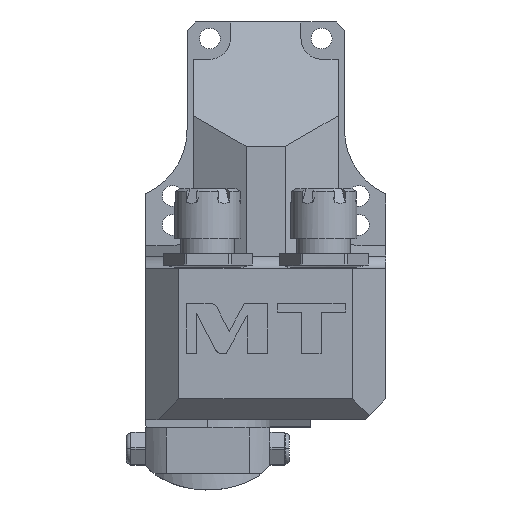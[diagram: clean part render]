
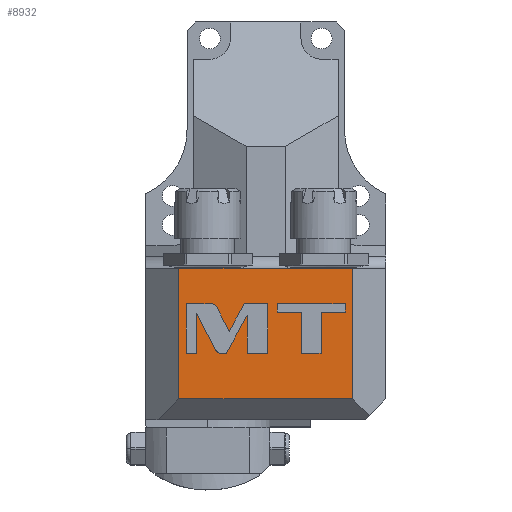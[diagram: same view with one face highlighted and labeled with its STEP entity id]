
A CAD part, left-side view. The second image highlights one B-rep face of the part: STEP entity #8932.
In plain terms, the highlighted planar face has unit normal (-1, 0, 0).
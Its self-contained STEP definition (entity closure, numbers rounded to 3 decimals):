
#551=DIRECTION('',(0.,0.,-1.));
#552=VECTOR('',#551,31.5);
#553=CARTESIAN_POINT('',(-104.,21.,-40.5));
#554=LINE('',#553,#552);
#567=DIRECTION('',(0.,-1.,0.));
#568=VECTOR('',#567,42.);
#569=CARTESIAN_POINT('',(-104.,21.,-72.));
#570=LINE('',#569,#568);
#571=DIRECTION('',(0.,-1.,0.));
#572=VECTOR('',#571,42.);
#573=CARTESIAN_POINT('',(-104.,21.,-40.5));
#574=LINE('',#573,#572);
#575=CARTESIAN_POINT('',(-104.,11.863,-49.781));
#576=CARTESIAN_POINT('',(-104.,12.112,-49.299));
#577=CARTESIAN_POINT('',(-104.,12.604,-49.));
#578=CARTESIAN_POINT('',(-104.,13.146,-49.));
#580=DIRECTION('',(0.,1.,0.));
#581=VECTOR('',#580,6.032);
#582=CARTESIAN_POINT('',(-104.,13.146,-49.));
#583=LINE('',#582,#581);
#584=DIRECTION('',(0.,0.,-1.));
#585=VECTOR('',#584,12.);
#586=CARTESIAN_POINT('',(-104.,19.178,-49.));
#587=LINE('',#586,#585);
#588=DIRECTION('',(0.,-1.,0.));
#589=VECTOR('',#588,2.496);
#590=CARTESIAN_POINT('',(-104.,19.178,-61.));
#591=LINE('',#590,#589);
#592=DIRECTION('',(0.,0.,1.));
#593=VECTOR('',#592,9.721);
#594=CARTESIAN_POINT('',(-104.,16.682,-61.));
#595=LINE('',#594,#593);
#596=DIRECTION('',(0.,-0.459,-0.888));
#597=VECTOR('',#596,10.064);
#598=CARTESIAN_POINT('',(-104.,16.682,-51.279));
#599=LINE('',#598,#597);
#600=CARTESIAN_POINT('',(-104.,12.059,-60.219));
#601=CARTESIAN_POINT('',(-104.,11.81,-60.701));
#602=CARTESIAN_POINT('',(-104.,11.318,-61.));
#603=CARTESIAN_POINT('',(-104.,10.775,-61.));
#605=DIRECTION('',(0.,-1.,0.));
#606=VECTOR('',#605,1.252);
#607=CARTESIAN_POINT('',(-104.,10.775,-61.));
#608=LINE('',#607,#606);
#609=DIRECTION('',(0.,-0.481,0.877));
#610=VECTOR('',#609,10.412);
#611=CARTESIAN_POINT('',(-104.,9.523,-61.));
#612=LINE('',#611,#610);
#613=DIRECTION('',(0.,0.,-1.));
#614=VECTOR('',#613,9.127);
#615=CARTESIAN_POINT('',(-104.,4.513,-51.873));
#616=LINE('',#615,#614);
#617=DIRECTION('',(0.,-1.,0.));
#618=VECTOR('',#617,5.05);
#619=CARTESIAN_POINT('',(-104.,4.513,-61.));
#620=LINE('',#619,#618);
#621=DIRECTION('',(0.,0.,1.));
#622=VECTOR('',#621,12.);
#623=CARTESIAN_POINT('',(-104.,-0.537,-61.));
#624=LINE('',#623,#622);
#625=DIRECTION('',(0.,1.,0.));
#626=VECTOR('',#625,5.693);
#627=CARTESIAN_POINT('',(-104.,-0.537,-49.));
#628=LINE('',#627,#626);
#629=DIRECTION('',(0.,0.481,-0.877));
#630=VECTOR('',#629,7.609);
#631=CARTESIAN_POINT('',(-104.,5.156,-49.));
#632=LINE('',#631,#630);
#633=DIRECTION('',(0.,0.459,0.888));
#634=VECTOR('',#633,6.63);
#635=CARTESIAN_POINT('',(-104.,8.818,-55.67));
#636=LINE('',#635,#634);
#637=DIRECTION('',(0.,0.,-1.));
#638=VECTOR('',#637,9.956);
#639=CARTESIAN_POINT('',(-104.,-8.607,-51.044));
#640=LINE('',#639,#638);
#641=DIRECTION('',(0.,-1.,0.));
#642=VECTOR('',#641,4.752);
#643=CARTESIAN_POINT('',(-104.,-8.607,-61.));
#644=LINE('',#643,#642);
#645=DIRECTION('',(0.,0.,1.));
#646=VECTOR('',#645,9.956);
#647=CARTESIAN_POINT('',(-104.,-13.359,-61.));
#648=LINE('',#647,#646);
#649=DIRECTION('',(0.,-1.,0.));
#650=VECTOR('',#649,5.818);
#651=CARTESIAN_POINT('',(-104.,-13.359,-51.044));
#652=LINE('',#651,#650);
#653=DIRECTION('',(0.,0.,1.));
#654=VECTOR('',#653,2.044);
#655=CARTESIAN_POINT('',(-104.,-19.177,-51.044));
#656=LINE('',#655,#654);
#657=DIRECTION('',(0.,1.,0.));
#658=VECTOR('',#657,16.388);
#659=CARTESIAN_POINT('',(-104.,-19.177,-49.));
#660=LINE('',#659,#658);
#661=DIRECTION('',(0.,0.,-1.));
#662=VECTOR('',#661,2.044);
#663=CARTESIAN_POINT('',(-104.,-2.789,-49.));
#664=LINE('',#663,#662);
#665=DIRECTION('',(0.,-1.,0.));
#666=VECTOR('',#665,5.818);
#667=CARTESIAN_POINT('',(-104.,-2.789,-51.044));
#668=LINE('',#667,#666);
#681=DIRECTION('',(0.,0.,1.));
#682=VECTOR('',#681,31.5);
#683=CARTESIAN_POINT('',(-104.,-21.,-72.));
#684=LINE('',#683,#682);
#7096=CARTESIAN_POINT('',(-104.,-21.,-40.5));
#7098=VERTEX_POINT('',#7096);
#7101=CARTESIAN_POINT('',(-104.,21.,-40.5));
#7103=VERTEX_POINT('',#7101);
#7963=CARTESIAN_POINT('',(-104.,21.,-72.));
#7965=VERTEX_POINT('',#7963);
#7966=CARTESIAN_POINT('',(-104.,-21.,-72.));
#7967=VERTEX_POINT('',#7966);
#8353=VERTEX_POINT('',#575);
#8354=VERTEX_POINT('',#578);
#8355=CARTESIAN_POINT('',(-104.,19.178,-49.));
#8356=VERTEX_POINT('',#8355);
#8357=CARTESIAN_POINT('',(-104.,19.178,-61.));
#8358=VERTEX_POINT('',#8357);
#8359=CARTESIAN_POINT('',(-104.,16.682,-61.));
#8360=VERTEX_POINT('',#8359);
#8361=CARTESIAN_POINT('',(-104.,16.682,-51.279));
#8362=VERTEX_POINT('',#8361);
#8363=CARTESIAN_POINT('',(-104.,12.059,-60.219));
#8364=VERTEX_POINT('',#8363);
#8365=VERTEX_POINT('',#603);
#8366=CARTESIAN_POINT('',(-104.,9.523,-61.));
#8367=VERTEX_POINT('',#8366);
#8368=CARTESIAN_POINT('',(-104.,4.513,-51.873));
#8369=VERTEX_POINT('',#8368);
#8370=CARTESIAN_POINT('',(-104.,4.513,-61.));
#8371=VERTEX_POINT('',#8370);
#8372=CARTESIAN_POINT('',(-104.,-0.537,-61.));
#8373=VERTEX_POINT('',#8372);
#8374=CARTESIAN_POINT('',(-104.,-0.537,-49.));
#8375=VERTEX_POINT('',#8374);
#8376=CARTESIAN_POINT('',(-104.,5.156,-49.));
#8377=VERTEX_POINT('',#8376);
#8378=CARTESIAN_POINT('',(-104.,8.818,-55.67));
#8379=VERTEX_POINT('',#8378);
#8380=CARTESIAN_POINT('',(-104.,-8.607,-51.044));
#8381=CARTESIAN_POINT('',(-104.,-8.607,-61.));
#8382=VERTEX_POINT('',#8380);
#8383=VERTEX_POINT('',#8381);
#8384=CARTESIAN_POINT('',(-104.,-13.359,-61.));
#8385=VERTEX_POINT('',#8384);
#8386=CARTESIAN_POINT('',(-104.,-13.359,-51.044));
#8387=VERTEX_POINT('',#8386);
#8388=CARTESIAN_POINT('',(-104.,-19.177,-51.044));
#8389=VERTEX_POINT('',#8388);
#8390=CARTESIAN_POINT('',(-104.,-19.177,-49.));
#8391=VERTEX_POINT('',#8390);
#8392=CARTESIAN_POINT('',(-104.,-2.789,-49.));
#8393=VERTEX_POINT('',#8392);
#8394=CARTESIAN_POINT('',(-104.,-2.789,-51.044));
#8395=VERTEX_POINT('',#8394);
#8868=CARTESIAN_POINT('',(-104.,-29.,19.));
#8869=DIRECTION('',(-1.,0.,0.));
#8870=DIRECTION('',(0.,0.,-1.));
#8871=AXIS2_PLACEMENT_3D('',#8868,#8869,#8870);
#8872=PLANE('',#8871);
#8874=ORIENTED_EDGE('',*,*,#8873,.F.);
#8876=ORIENTED_EDGE('',*,*,#8875,.F.);
#8877=ORIENTED_EDGE('',*,*,#8856,.F.);
#8879=ORIENTED_EDGE('',*,*,#8878,.T.);
#8880=EDGE_LOOP('',(#8874,#8876,#8877,#8879));
#8881=FACE_OUTER_BOUND('',#8880,.F.);
#8883=ORIENTED_EDGE('',*,*,#8882,.T.);
#8885=ORIENTED_EDGE('',*,*,#8884,.T.);
#8887=ORIENTED_EDGE('',*,*,#8886,.T.);
#8889=ORIENTED_EDGE('',*,*,#8888,.T.);
#8891=ORIENTED_EDGE('',*,*,#8890,.T.);
#8893=ORIENTED_EDGE('',*,*,#8892,.T.);
#8895=ORIENTED_EDGE('',*,*,#8894,.T.);
#8897=ORIENTED_EDGE('',*,*,#8896,.T.);
#8899=ORIENTED_EDGE('',*,*,#8898,.T.);
#8901=ORIENTED_EDGE('',*,*,#8900,.T.);
#8903=ORIENTED_EDGE('',*,*,#8902,.T.);
#8905=ORIENTED_EDGE('',*,*,#8904,.T.);
#8907=ORIENTED_EDGE('',*,*,#8906,.T.);
#8909=ORIENTED_EDGE('',*,*,#8908,.T.);
#8911=ORIENTED_EDGE('',*,*,#8910,.T.);
#8912=EDGE_LOOP('',(#8883,#8885,#8887,#8889,#8891,#8893,#8895,#8897,#8899,#8901,
#8903,#8905,#8907,#8909,#8911));
#8913=FACE_BOUND('',#8912,.F.);
#8915=ORIENTED_EDGE('',*,*,#8914,.T.);
#8917=ORIENTED_EDGE('',*,*,#8916,.T.);
#8919=ORIENTED_EDGE('',*,*,#8918,.T.);
#8921=ORIENTED_EDGE('',*,*,#8920,.T.);
#8923=ORIENTED_EDGE('',*,*,#8922,.T.);
#8925=ORIENTED_EDGE('',*,*,#8924,.T.);
#8927=ORIENTED_EDGE('',*,*,#8926,.T.);
#8929=ORIENTED_EDGE('',*,*,#8928,.T.);
#8930=EDGE_LOOP('',(#8915,#8917,#8919,#8921,#8923,#8925,#8927,#8929));
#8931=FACE_BOUND('',#8930,.F.);
#8932=ADVANCED_FACE('',(#8881,#8913,#8931),#8872,.T.);
#579=B_SPLINE_CURVE_WITH_KNOTS('',3,(#575,#576,#577,#578),.UNSPECIFIED.,.F.,.F.,
(4,4),(0.,1.),.UNSPECIFIED.);
#604=B_SPLINE_CURVE_WITH_KNOTS('',3,(#600,#601,#602,#603),.UNSPECIFIED.,.F.,.F.,
(4,4),(0.,1.),.UNSPECIFIED.);
#8856=EDGE_CURVE('',#7103,#7965,#554,.T.);
#8873=EDGE_CURVE('',#7967,#7098,#684,.T.);
#8875=EDGE_CURVE('',#7965,#7967,#570,.T.);
#8878=EDGE_CURVE('',#7103,#7098,#574,.T.);
#8882=EDGE_CURVE('',#8353,#8354,#579,.T.);
#8884=EDGE_CURVE('',#8354,#8356,#583,.T.);
#8886=EDGE_CURVE('',#8356,#8358,#587,.T.);
#8888=EDGE_CURVE('',#8358,#8360,#591,.T.);
#8890=EDGE_CURVE('',#8360,#8362,#595,.T.);
#8892=EDGE_CURVE('',#8362,#8364,#599,.T.);
#8894=EDGE_CURVE('',#8364,#8365,#604,.T.);
#8896=EDGE_CURVE('',#8365,#8367,#608,.T.);
#8898=EDGE_CURVE('',#8367,#8369,#612,.T.);
#8900=EDGE_CURVE('',#8369,#8371,#616,.T.);
#8902=EDGE_CURVE('',#8371,#8373,#620,.T.);
#8904=EDGE_CURVE('',#8373,#8375,#624,.T.);
#8906=EDGE_CURVE('',#8375,#8377,#628,.T.);
#8908=EDGE_CURVE('',#8377,#8379,#632,.T.);
#8910=EDGE_CURVE('',#8379,#8353,#636,.T.);
#8914=EDGE_CURVE('',#8382,#8383,#640,.T.);
#8916=EDGE_CURVE('',#8383,#8385,#644,.T.);
#8918=EDGE_CURVE('',#8385,#8387,#648,.T.);
#8920=EDGE_CURVE('',#8387,#8389,#652,.T.);
#8922=EDGE_CURVE('',#8389,#8391,#656,.T.);
#8924=EDGE_CURVE('',#8391,#8393,#660,.T.);
#8926=EDGE_CURVE('',#8393,#8395,#664,.T.);
#8928=EDGE_CURVE('',#8395,#8382,#668,.T.);
